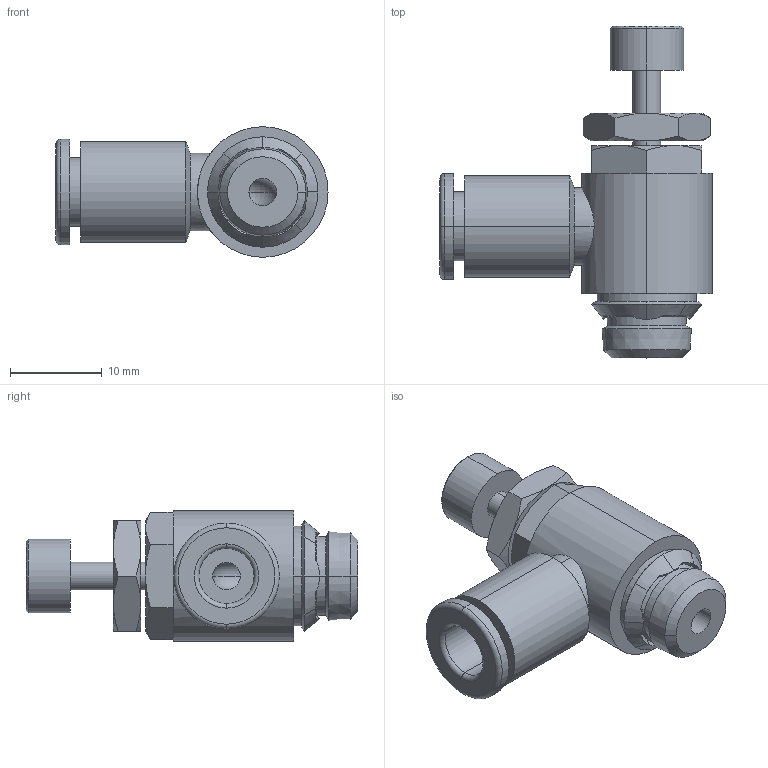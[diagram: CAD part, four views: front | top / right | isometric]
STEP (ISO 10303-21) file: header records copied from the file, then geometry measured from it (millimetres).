
FILE_DESCRIPTION (( 'STEP AP214' ), '1' );
FILE_NAME ('AS2201F-U01-06.step.step', '2013-08-29T03:46:46', ( 'Windows User' ), ( '' ), 'SwSTEP 2.0', 'SolidWorks 2013', '' );
FILE_SCHEMA (( 'AUTOMOTIVE_DESIGN' ));
Length unit declared in the file: millimetre
Products named in the file (3): AS2201F-U01-06.step; AS2201F-U01-06.step_AS3054AB Body_22-U01-06; AS2201F-U01-06.step_AS3054AB Gasket_U01
Assembly tree (2 placements, depth 2):
  AS2201F-U01-06.step
    AS2201F-U01-06.step_AS3054AB Body_22-U01-06
    AS2201F-U01-06.step_AS3054AB Gasket_U01
Bounding box: 29.6 x 36.1 x 14.2 mm (x, y, z)
Volume: 4433.8 mm3; surface area: 3140.5 mm2
Topology: 2 solids, 2 shells, 135 faces, 286 edges, 163 vertices
Faces by surface type: bspline 48, cone 33, cylinder 24, plane 24, torus 6
Entity records: 6078 total; most frequent: CARTESIAN_POINT 3061, ORIENTED_EDGE 572, DIRECTION 463, EDGE_CURVE 286, AXIS2_PLACEMENT_3D 179, VERTEX_POINT 163, EDGE_LOOP 147, FACE_OUTER_BOUND 135
